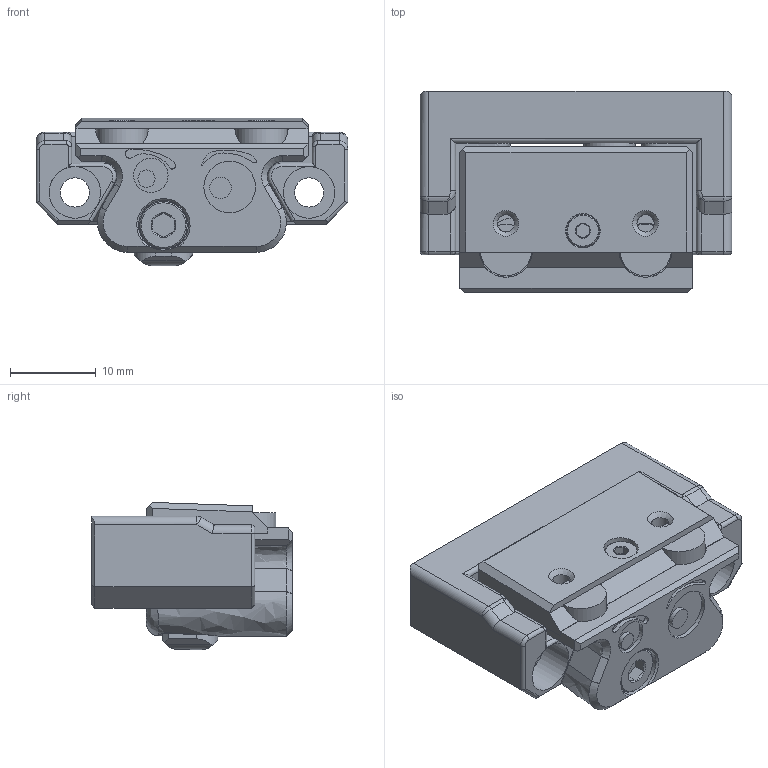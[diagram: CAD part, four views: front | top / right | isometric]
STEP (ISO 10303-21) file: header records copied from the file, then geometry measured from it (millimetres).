
FILE_DESCRIPTION(/* description */ (''),/* implementation_level */ '2;1');
FILE_NAME(/* name */ 'UKNG MFP.step',/* time_stamp */ '2022-06-04T10:21:01-07:00',/* author */ (''),/* organization */ (''),/* preprocessor_version */ 'ST-DEVELOPER v19',/* originating_system */ 'Autodesk Translation Framework v11.7.0.108',/* authorisation */ '');
FILE_SCHEMA (('AUTOMOTIVE_DESIGN { 1 0 10303 214 3 1 1 }'));
Length unit declared in the file: millimetre
Products named in the file (11): UnklickyNG MFP; Magnets (1) (1); NG MFP pin; magnet; pin; M3x12 SHCS; cap; body; M2x12 Self tapper; NGProbe_Dock; Magnets (2)
Assembly tree (10 placements, depth 3):
  UnklickyNG MFP
    Magnets (1) (1)
    NG MFP pin
      magnet
      pin
    M3x12 SHCS
    cap
    body
    M2x12 Self tapper
    NGProbe_Dock
      Magnets (2)
Bounding box: 36.26 x 23.38 x 17.12 mm (x, y, z)
Volume: 8280.1 mm3; surface area: 7645.3 mm2
Topology: 12 solids, 12 shells, 845 faces, 2036 edges, 1312 vertices
Faces by surface type: plane 606, cylinder 105, bspline 86, cone 41, sphere 4, torus 3
Full cylindrical faces by diameter (mm): 1.75 x1, 2 x4, 2.4 x1, 2.5 x1, 3 x2, 3.4 x2, 3.8 x1, 4 x2, 5.5 x1, 5.8 x1, 6 x9, 6.2 x1, 6.3 x3
Entity records: 27661 total; most frequent: CARTESIAN_POINT 7874, ORIENTED_EDGE 4068, DIRECTION 3848, EDGE_CURVE 2034, LINE 1320, VECTOR 1320, VERTEX_POINT 1312, AXIS2_PLACEMENT_3D 1264
